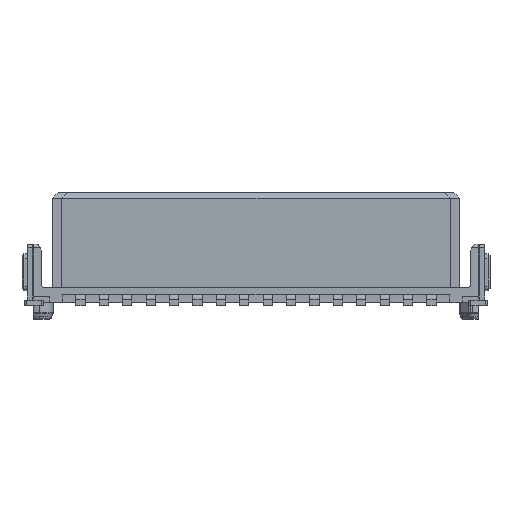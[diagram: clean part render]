
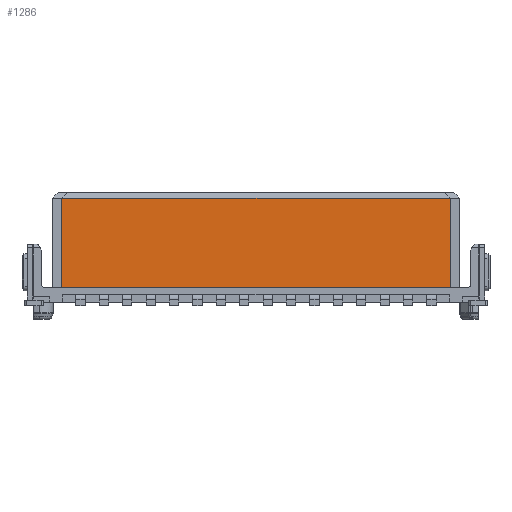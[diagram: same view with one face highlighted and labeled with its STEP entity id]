
A CAD part, front view. The second image highlights one B-rep face of the part: STEP entity #1286.
In plain terms, the highlighted planar face has unit normal (0, -1, 0).
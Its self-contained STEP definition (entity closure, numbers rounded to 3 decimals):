
#1259=AXIS2_PLACEMENT_3D('Plane Axis2P3D',#1256,#1257,#1258) ;
#49=CARTESIAN_POINT('Vertex',(2.165,2.175,6.58)) ;
#52=CARTESIAN_POINT('Line Origine',(12.7,2.175,6.58)) ;
#56=CARTESIAN_POINT('Vertex',(23.235,2.175,6.58)) ;
#1256=CARTESIAN_POINT('Axis2P3D Location',(23.335,2.175,1.63)) ;
#1261=CARTESIAN_POINT('Line Origine',(12.7,2.175,1.73)) ;
#1265=CARTESIAN_POINT('Vertex',(2.165,2.175,1.73)) ;
#1267=CARTESIAN_POINT('Vertex',(23.235,2.175,1.73)) ;
#1270=CARTESIAN_POINT('Line Origine',(23.235,2.175,4.155)) ;
#1275=CARTESIAN_POINT('Line Origine',(2.165,2.175,4.155)) ;
#53=DIRECTION('Vector Direction',(-1.,0.,0.)) ;
#1257=DIRECTION('Axis2P3D Direction',(0.,-1.,0.)) ;
#1258=DIRECTION('Axis2P3D XDirection',(0.,0.,1.)) ;
#1262=DIRECTION('Vector Direction',(1.,0.,0.)) ;
#1271=DIRECTION('Vector Direction',(0.,0.,1.)) ;
#1276=DIRECTION('Vector Direction',(0.,0.,-1.)) ;
#54=VECTOR('Line Direction',#53,1.) ;
#1263=VECTOR('Line Direction',#1262,1.) ;
#1272=VECTOR('Line Direction',#1271,1.) ;
#1277=VECTOR('Line Direction',#1276,1.) ;
#1281=ORIENTED_EDGE('',*,*,#1269,.T.) ;
#1282=ORIENTED_EDGE('',*,*,#1274,.T.) ;
#1283=ORIENTED_EDGE('',*,*,#58,.T.) ;
#1284=ORIENTED_EDGE('',*,*,#1279,.T.) ;
#1286=ADVANCED_FACE('Hauptk\X2\00F6\X0\rper',(#1285),#1260,.T.) ;
#58=EDGE_CURVE('',#57,#50,#55,.T.) ;
#1269=EDGE_CURVE('',#1266,#1268,#1264,.T.) ;
#1274=EDGE_CURVE('',#1268,#57,#1273,.T.) ;
#1279=EDGE_CURVE('',#50,#1266,#1278,.T.) ;
#1280=EDGE_LOOP('',(#1281,#1282,#1283,#1284)) ;
#1285=FACE_OUTER_BOUND('',#1280,.T.) ;
#55=LINE('Line',#52,#54) ;
#1264=LINE('Line',#1261,#1263) ;
#1273=LINE('Line',#1270,#1272) ;
#1278=LINE('Line',#1275,#1277) ;
#1260=PLANE('',#1259) ;
#50=VERTEX_POINT('',#49) ;
#57=VERTEX_POINT('',#56) ;
#1266=VERTEX_POINT('',#1265) ;
#1268=VERTEX_POINT('',#1267) ;
